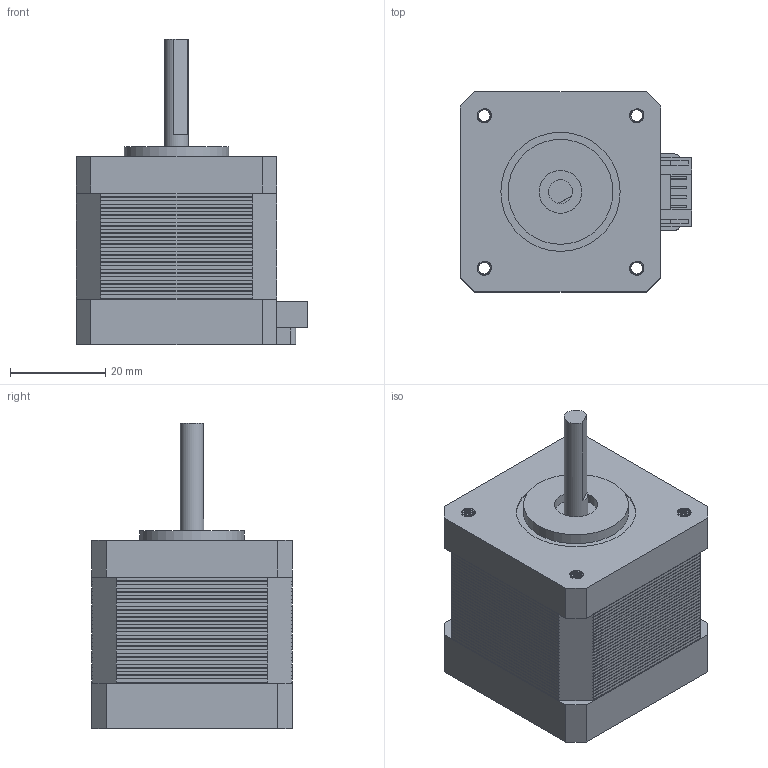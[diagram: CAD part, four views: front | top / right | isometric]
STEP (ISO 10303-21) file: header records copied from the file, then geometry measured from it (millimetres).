
FILE_DESCRIPTION(/* description */ (''),/* implementation_level */ '2;1');
FILE_NAME(/* name */ 'MotorNema17.stp',/* time_stamp */ '2020-07-03T23:42:20-05:00',/* author */ (''),/* organization */ (''),/* preprocessor_version */ 'ST-DEVELOPER v16',/* originating_system */ 'SIEMENS PLM Software NX 11.0',/* authorisation */ '');
FILE_SCHEMA (('AUTOMOTIVE_DESIGN { 1 0 10303 214 3 1 1 1 }'));
Length unit declared in the file: millimetre
Products named in the file (1): PT-1_Motor
Bounding box: 48.5 x 42 x 64 mm (x, y, z)
Volume: 70028 mm3; surface area: 22136.6 mm2
Topology: 14 solids, 14 shells, 506 faces, 1416 edges, 945 vertices
Faces by surface type: plane 469, cylinder 29, bspline 8
Full cylindrical faces by diameter (mm): 2.5 x8, 5 x1, 5.2 x1, 6 x4, 8.8 x1, 9 x2, 22 x1, 25 x1
Entity records: 32225 total; most frequent: CARTESIAN_POINT 19157, ORIENTED_EDGE 2786, DIRECTION 2418, EDGE_CURVE 1393, LINE 1302, VECTOR 1302, VERTEX_POINT 941, EDGE_LOOP 560
